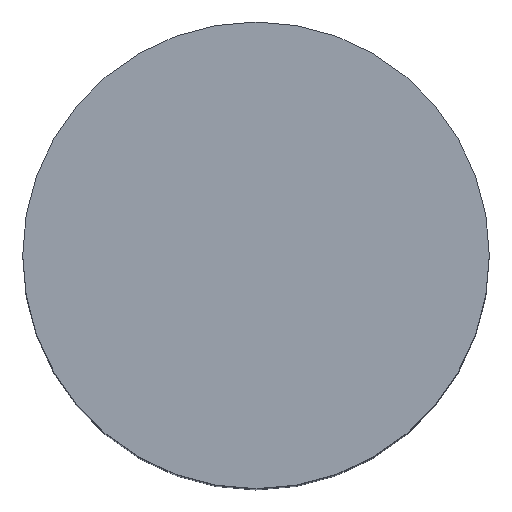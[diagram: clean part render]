
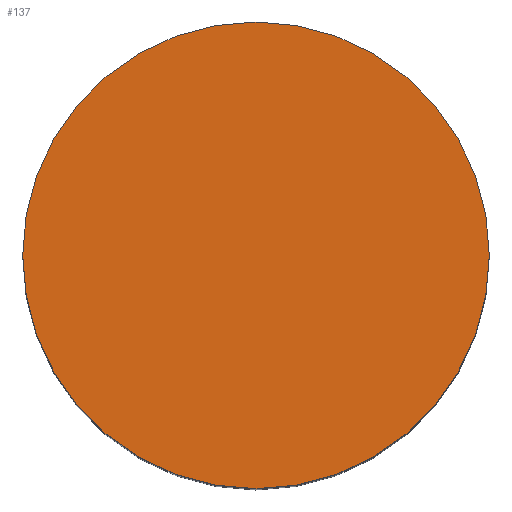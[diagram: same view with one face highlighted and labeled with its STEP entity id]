
A CAD part, top view. The second image highlights one B-rep face of the part: STEP entity #137.
In plain terms, the highlighted planar face has unit normal (0, 0, 1).
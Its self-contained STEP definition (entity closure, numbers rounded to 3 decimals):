
#21=PLANE('',#168);
#30=FACE_OUTER_BOUND('',#43,.T.);
#43=EDGE_LOOP('',(#109));
#67=CIRCLE('',#166,36.);
#77=VERTEX_POINT('',#244);
#89=EDGE_CURVE('',#77,#77,#67,.T.);
#109=ORIENTED_EDGE('',*,*,#89,.T.);
#137=ADVANCED_FACE('',(#30),#21,.T.);
#166=AXIS2_PLACEMENT_3D('',#246,#197,#198);
#168=AXIS2_PLACEMENT_3D('',#248,#201,#202);
#197=DIRECTION('center_axis',(0.,0.,1.));
#198=DIRECTION('ref_axis',(1.,0.,0.));
#201=DIRECTION('center_axis',(0.,0.,1.));
#202=DIRECTION('ref_axis',(1.,0.,0.));
#244=CARTESIAN_POINT('',(-36.,0.,115.));
#246=CARTESIAN_POINT('Origin',(0.,0.,115.));
#248=CARTESIAN_POINT('Origin',(0.,0.,115.));
